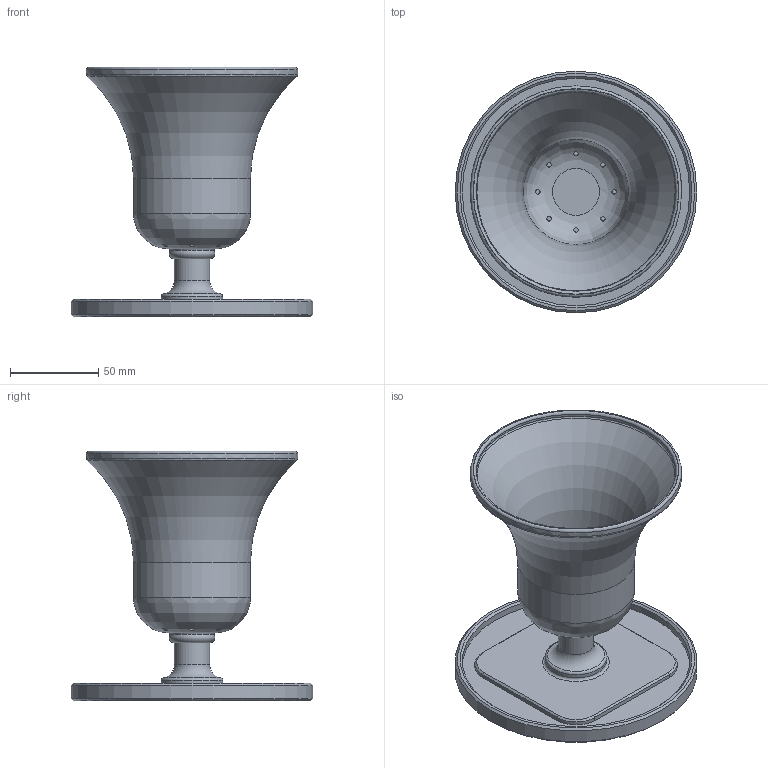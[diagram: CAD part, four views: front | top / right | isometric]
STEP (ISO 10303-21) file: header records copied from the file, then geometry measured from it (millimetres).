
FILE_DESCRIPTION(('FreeCAD Model'),'2;1');
FILE_NAME('simple_urn_planter.step', '2020-06-01T16:04:45',('Felix Morgner'),(''), 'Open CASCADE STEP processor 7.4','FreeCAD','Unknown');
FILE_SCHEMA(('AUTOMOTIVE_DESIGN { 1 0 10303 214 1 1 1 1 }'));
Length unit declared in the file: millimetre
Products named in the file (3): Simple_Urn_Planter; Planter; Coaster
Assembly tree (2 placements, depth 2):
  Simple_Urn_Planter
    Planter
    Coaster
Bounding box: 137.28 x 137.28 x 141.9 mm (x, y, z)
Volume: 207784.2 mm3; surface area: 110298.7 mm2
Topology: 2 solids, 2 shells, 72 faces, 174 edges, 108 vertices
Faces by surface type: plane 24, cylinder 24, cone 11, torus 8, bspline 3, revolution 2
Full cylindrical faces by diameter (mm): 2.5 x8, 20 x1, 35 x1, 60 x1, 66.4 x1, 113.6 x1, 120 x1, 129.279 x1, 137.279 x1
Entity records: 7920 total; most frequent: CARTESIAN_POINT 4433, DIRECTION 610, ORIENTED_EDGE 348, PCURVE 348, DEFINITIONAL_REPRESENTATION 348, LINE 329, VECTOR 329, EDGE_CURVE 174
